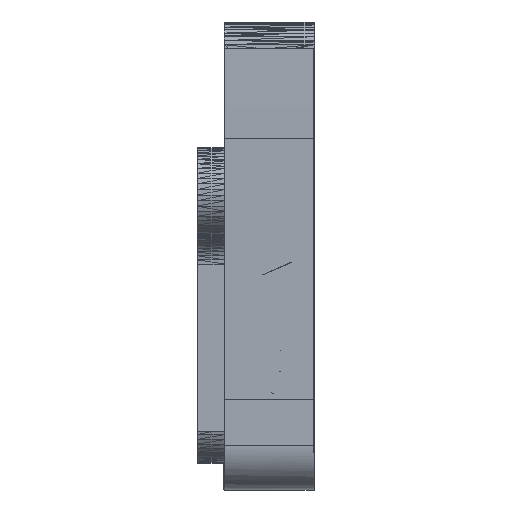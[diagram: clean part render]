
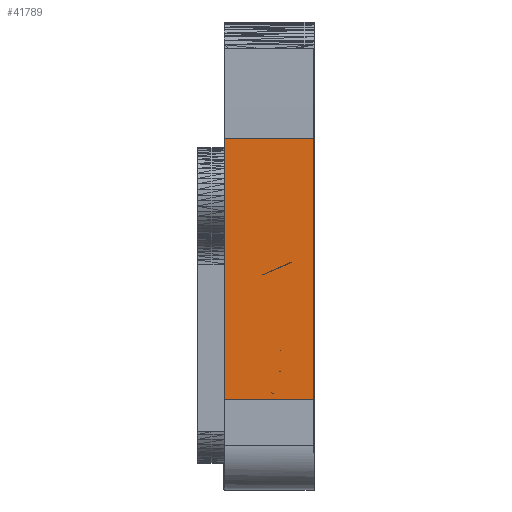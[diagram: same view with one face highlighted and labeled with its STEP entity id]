
A CAD part, left-side view. The second image highlights one B-rep face of the part: STEP entity #41789.
In plain terms, the highlighted planar face has unit normal (-1, 0, 0).
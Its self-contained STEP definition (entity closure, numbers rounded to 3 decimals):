
#476=FACE_OUTER_BOUND('',#3901,.T.);
#3901=EDGE_LOOP('',(#28572,#28573,#28574,#28575,#28576));
#8147=LINE('',#63507,#13847);
#8148=LINE('',#63511,#13848);
#8149=LINE('',#63515,#13849);
#8150=LINE('',#63517,#13850);
#8151=LINE('',#63518,#13851);
#13847=VECTOR('',#50334,500.);
#13848=VECTOR('',#50339,500.);
#13849=VECTOR('',#50344,10.);
#13850=VECTOR('',#50345,500.);
#13851=VECTOR('',#50346,10.);
#19300=VERTEX_POINT('',#63504);
#19301=VERTEX_POINT('',#63506);
#19302=VERTEX_POINT('',#63510);
#19303=VERTEX_POINT('',#63514);
#19304=VERTEX_POINT('',#63516);
#22012=EDGE_CURVE('',#19300,#19301,#8147,.T.);
#22014=EDGE_CURVE('',#19301,#19302,#8148,.T.);
#22016=EDGE_CURVE('',#19300,#19303,#8149,.T.);
#22017=EDGE_CURVE('',#19304,#19303,#8150,.T.);
#22018=EDGE_CURVE('',#19304,#19302,#8151,.T.);
#28572=ORIENTED_EDGE('',*,*,#22014,.F.);
#28573=ORIENTED_EDGE('',*,*,#22012,.F.);
#28574=ORIENTED_EDGE('',*,*,#22016,.T.);
#28575=ORIENTED_EDGE('',*,*,#22017,.F.);
#28576=ORIENTED_EDGE('',*,*,#22018,.T.);
#38400=PLANE('',#45268);
#41789=ADVANCED_FACE('',(#476),#38400,.T.);
#45268=AXIS2_PLACEMENT_3D('',#63513,#50342,#50343);
#50334=DIRECTION('',(0.,1.,0.));
#50339=DIRECTION('',(0.,1.,0.));
#50342=DIRECTION('center_axis',(-1.,0.,0.));
#50343=DIRECTION('ref_axis',(0.,0.,1.));
#50344=DIRECTION('',(0.,0.,1.));
#50345=DIRECTION('',(0.,-1.,0.));
#50346=DIRECTION('',(0.,0.,-1.));
#63504=CARTESIAN_POINT('',(-0.1,0.016,-1.044));
#63506=CARTESIAN_POINT('',(-0.1,10.,-1.044));
#63507=CARTESIAN_POINT('',(-0.1,9.783,-1.044));
#63510=CARTESIAN_POINT('',(-0.1,10.014,-1.044));
#63511=CARTESIAN_POINT('',(-0.1,0.016,-1.044));
#63513=CARTESIAN_POINT('Origin',(-0.1,5.015,13.54));
#63514=CARTESIAN_POINT('',(-0.1,0.016,28.123));
#63515=CARTESIAN_POINT('',(-0.1,0.016,38.123));
#63516=CARTESIAN_POINT('',(-0.1,10.014,28.123));
#63517=CARTESIAN_POINT('',(-0.1,10.014,28.123));
#63518=CARTESIAN_POINT('',(-0.1,10.014,-11.043));
